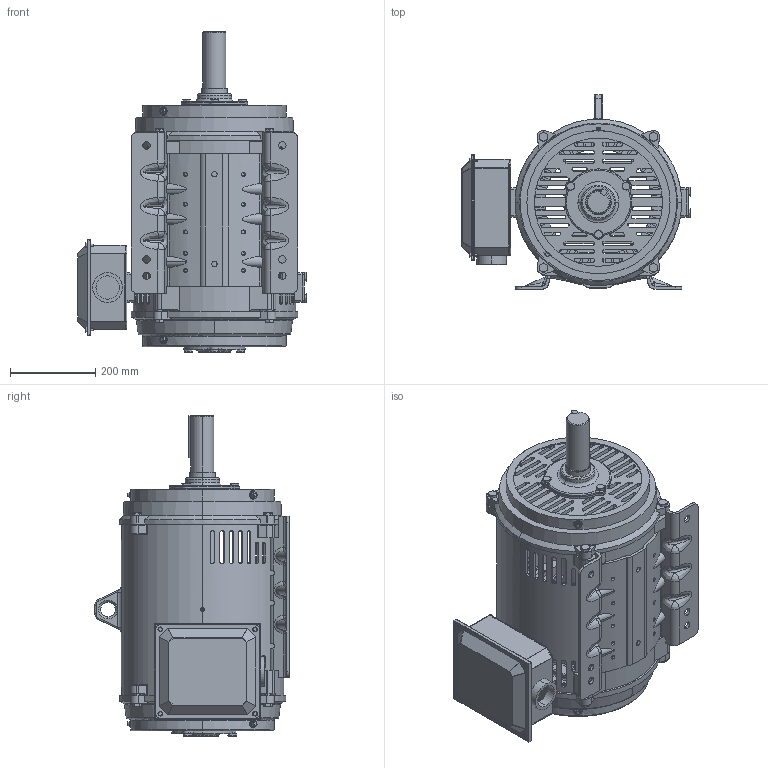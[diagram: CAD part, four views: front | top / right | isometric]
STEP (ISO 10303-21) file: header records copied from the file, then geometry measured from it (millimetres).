
FILE_DESCRIPTION (( 'STEP AP214' ), '1' );
FILE_NAME ('SS620746-326T_Rev0 r1 1face r1 -Rbell red1 COMPLETE Coord.STEP', '2021-04-28T23:10:49', ( '' ), ( '' ), 'SwSTEP 2.0', 'SolidWorks 2017', '' );
FILE_SCHEMA (( 'AUTOMOTIVE_DESIGN' ));
Length unit declared in the file: inch
Products named in the file (1): SS620746-326T_Rev0 r1 1face r1 -Rbell red1 COMPLETE Coord
Bounding box: 535 x 455.1 x 750.9 mm (x, y, z)
Volume: 16020530.6 mm3; surface area: 3668815.1 mm2
Topology: 68 solids, 68 shells, 3593 faces, 9721 edges, 6298 vertices
Faces by surface type: cylinder 1474, plane 1365, bspline 409, cone 332, torus 13
Entity records: 146309 total; most frequent: CARTESIAN_POINT 56089, ORIENTED_EDGE 19442, DIRECTION 17894, EDGE_CURVE 9721, AXIS2_PLACEMENT_3D 6663, VERTEX_POINT 6298, VECTOR 4568, LINE 4568
